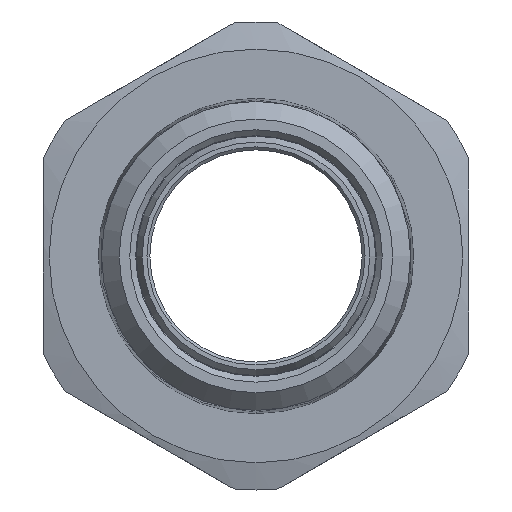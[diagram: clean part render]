
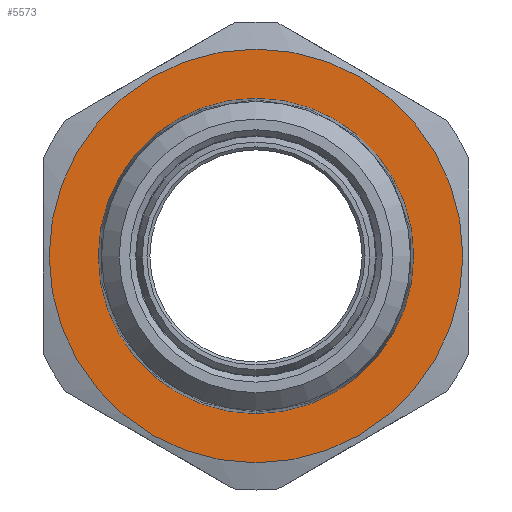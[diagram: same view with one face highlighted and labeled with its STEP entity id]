
A CAD part, left-side view. The second image highlights one B-rep face of the part: STEP entity #5573.
In plain terms, the highlighted planar face has unit normal (-1, 0, 0).
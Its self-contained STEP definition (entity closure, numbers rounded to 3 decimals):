
#345 = DIRECTION ( 'NONE',  ( 0., 0., -1. ) ) ;
#525 = EDGE_LOOP ( 'NONE', ( #1760 ) ) ;
#749 = CIRCLE ( 'NONE', #2143, 13.34 ) ;
#1003 = DIRECTION ( 'NONE',  ( 1., 0., 0. ) ) ;
#1096 = VERTEX_POINT ( 'NONE', #4408 ) ;
#1107 = FACE_OUTER_BOUND ( 'NONE', #525, .T. ) ;
#1760 = ORIENTED_EDGE ( 'NONE', *, *, #2814, .F. ) ;
#1889 = EDGE_LOOP ( 'NONE', ( #3827 ) ) ;
#2018 = AXIS2_PLACEMENT_3D ( 'NONE', #2785, #5729, #345 ) ;
#2138 = PLANE ( 'NONE',  #4050 ) ;
#2143 = AXIS2_PLACEMENT_3D ( 'NONE', #5357, #1003, #5897 ) ;
#2785 = CARTESIAN_POINT ( 'NONE',  ( 20.5, 0., 0. ) ) ;
#2814 = EDGE_CURVE ( 'NONE', #3584, #3584, #4295, .T. ) ;
#3090 = CARTESIAN_POINT ( 'NONE',  ( 20.5, 13.34, 0. ) ) ;
#3565 = EDGE_CURVE ( 'NONE', #1096, #1096, #749, .T. ) ;
#3584 = VERTEX_POINT ( 'NONE', #4772 ) ;
#3827 = ORIENTED_EDGE ( 'NONE', *, *, #3565, .T. ) ;
#4050 = AXIS2_PLACEMENT_3D ( 'NONE', #3090, #4089, #6012 ) ;
#4089 = DIRECTION ( 'NONE',  ( 1., 0., 0. ) ) ;
#4295 = CIRCLE ( 'NONE', #2018, 17.5 ) ;
#4408 = CARTESIAN_POINT ( 'NONE',  ( 20.5, 0., -13.34 ) ) ;
#4693 = FACE_BOUND ( 'NONE', #1889, .T. ) ;
#4772 = CARTESIAN_POINT ( 'NONE',  ( 20.5, 0., -17.5 ) ) ;
#5357 = CARTESIAN_POINT ( 'NONE',  ( 20.5, 0., 0. ) ) ;
#5573 = ADVANCED_FACE ( 'NONE', ( #1107, #4693 ), #2138, .F. ) ;
#5729 = DIRECTION ( 'NONE',  ( 1., 0., 0. ) ) ;
#5897 = DIRECTION ( 'NONE',  ( 0., 0., -1. ) ) ;
#6012 = DIRECTION ( 'NONE',  ( 0., 0., -1. ) ) ;
